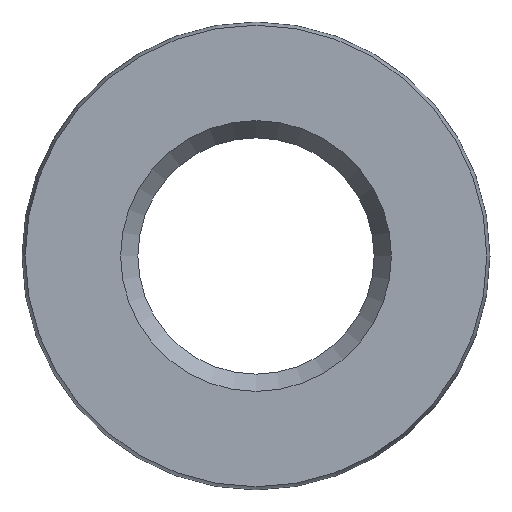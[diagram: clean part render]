
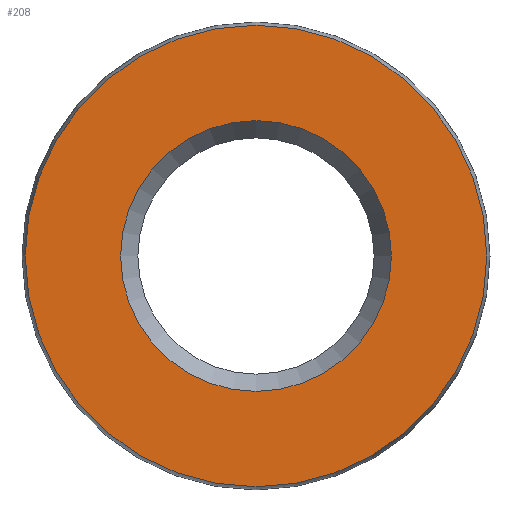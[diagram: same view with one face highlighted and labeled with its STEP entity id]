
A CAD part, left-side view. The second image highlights one B-rep face of the part: STEP entity #208.
In plain terms, the highlighted planar face has unit normal (-1, 0, 0).
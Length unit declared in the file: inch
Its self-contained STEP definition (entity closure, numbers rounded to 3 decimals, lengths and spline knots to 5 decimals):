
#15 = FACE_BOUND ( 'NONE', #70, .T. ) ;
#16 = AXIS2_PLACEMENT_3D ( 'NONE', #203, #236, #81 ) ;
#41 = DIRECTION ( 'NONE',  ( 1., 0., 0. ) ) ;
#61 = AXIS2_PLACEMENT_3D ( 'NONE', #63, #263, #258 ) ;
#63 = CARTESIAN_POINT ( 'NONE',  ( 0., 0., 0. ) ) ;
#70 = EDGE_LOOP ( 'NONE', ( #196 ) ) ;
#81 = DIRECTION ( 'NONE',  ( 0., 0., -1. ) ) ;
#92 = CIRCLE ( 'NONE', #197, 0.1875 ) ;
#93 = ORIENTED_EDGE ( 'NONE', *, *, #256, .F. ) ;
#106 = VERTEX_POINT ( 'NONE', #243 ) ;
#122 = EDGE_LOOP ( 'NONE', ( #93 ) ) ;
#125 = DIRECTION ( 'NONE',  ( 0., 0., -1. ) ) ;
#139 = CIRCLE ( 'NONE', #61, 0.11 ) ;
#148 = PLANE ( 'NONE',  #16 ) ;
#172 = VERTEX_POINT ( 'NONE', #245 ) ;
#194 = FACE_OUTER_BOUND ( 'NONE', #122, .T. ) ;
#196 = ORIENTED_EDGE ( 'NONE', *, *, #271, .T. ) ;
#197 = AXIS2_PLACEMENT_3D ( 'NONE', #235, #41, #125 ) ;
#203 = CARTESIAN_POINT ( 'NONE',  ( 0., -0.11, 0. ) ) ;
#208 = ADVANCED_FACE ( 'NONE', ( #194, #15 ), #148, .F. ) ;
#235 = CARTESIAN_POINT ( 'NONE',  ( 0., 0., 0. ) ) ;
#236 = DIRECTION ( 'NONE',  ( 1., 0., 0. ) ) ;
#243 = CARTESIAN_POINT ( 'NONE',  ( 0., 0., -0.1875 ) ) ;
#245 = CARTESIAN_POINT ( 'NONE',  ( 0., 0., -0.11 ) ) ;
#256 = EDGE_CURVE ( 'NONE', #106, #106, #92, .T. ) ;
#258 = DIRECTION ( 'NONE',  ( 0., 0., -1. ) ) ;
#263 = DIRECTION ( 'NONE',  ( 1., 0., 0. ) ) ;
#271 = EDGE_CURVE ( 'NONE', #172, #172, #139, .T. ) ;
